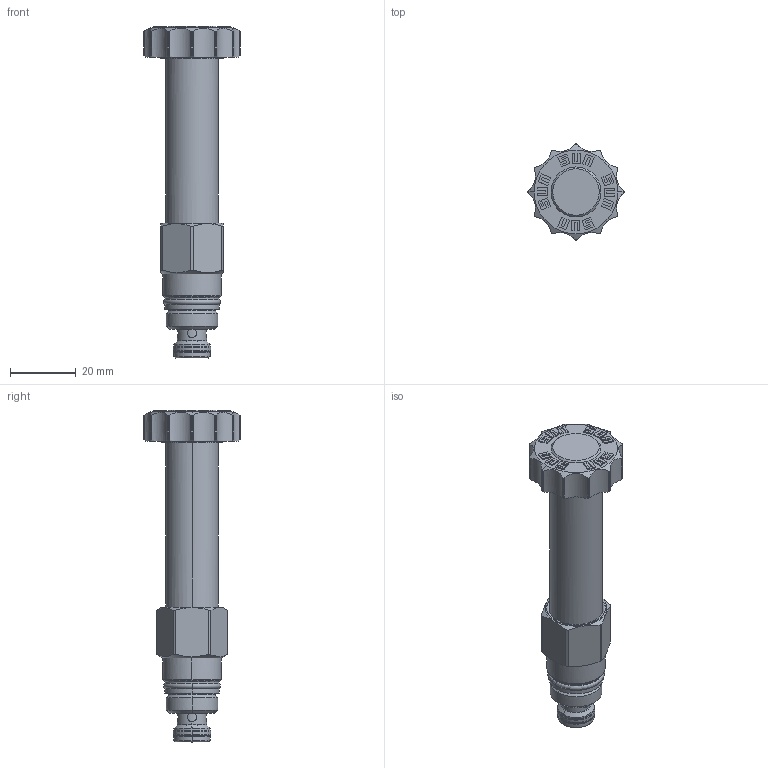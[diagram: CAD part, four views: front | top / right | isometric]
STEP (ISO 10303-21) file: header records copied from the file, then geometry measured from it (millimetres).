
FILE_DESCRIPTION((''),'2;1');
FILE_NAME('DTAFXCN_SW_PRT','2019-11-25T',('charlief'),(''),'PRO/ENGINEER BY PARAMETRIC TECHNOLOGY CORPORATION, 2016010','PRO/ENGINEER BY PARAMETRIC TECHNOLOGY CORPORATION, 2016010','');
FILE_SCHEMA(('CONFIG_CONTROL_DESIGN'));
Products named in the file (1): DTAFXCN_SW_PRT
Bounding box: 29.21 x 29.21 x 100.91 mm (x, y, z)
Surface area: 9975.8 mm2 (no closed solid volume)
Topology: 0 solids, 0 shells, 377 faces, 1882 edges, 1866 vertices
Faces by surface type: bspline 335, torus 42
Entity records: 50416 total; most frequent: CARTESIAN_POINT 33647, DIRECTION 2645, TRIMMED_CURVE 2273, VECTOR 1985, LINE 1985, DEFINITIONAL_REPRESENTATION 1850, PCURVE 1850, COMPOSITE_CURVE_SEGMENT 1850
